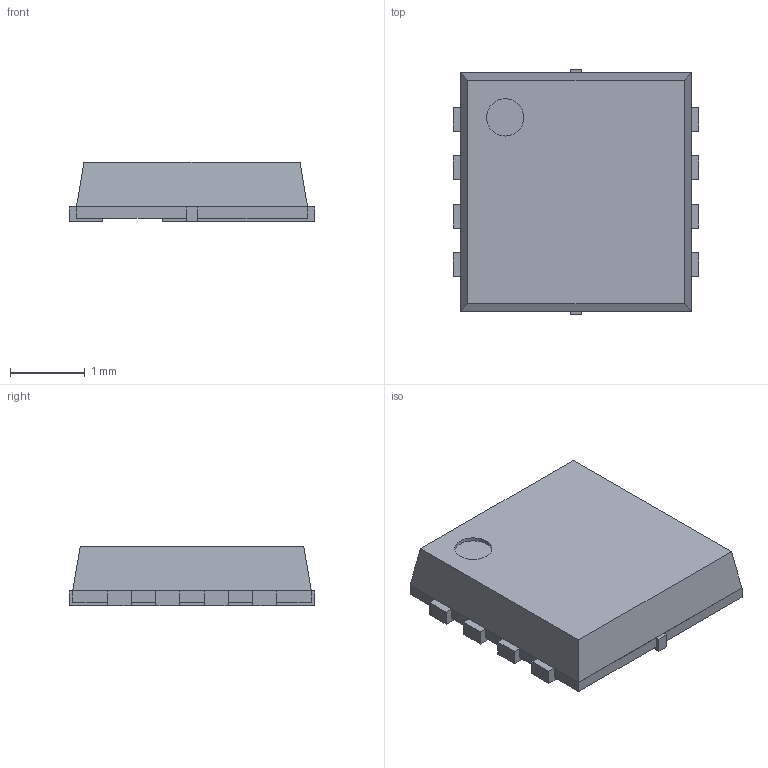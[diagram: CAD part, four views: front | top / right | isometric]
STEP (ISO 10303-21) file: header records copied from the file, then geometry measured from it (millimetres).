
FILE_DESCRIPTION(/* description */ (''),/* implementation_level */ '2;1');
FILE_NAME(/* name */ 'FAIRCHILD_MLP08T.stp',/* time_stamp */ '2017-04-10T12:19:12+02:00',/* author */ ('jchouvet'),/* organization */ ('SolidWorks'),/* preprocessor_version */ 'ST-DEVELOPER v16.1',/* originating_system */ 'AutoCAD Mechanical',/* authorisation */ ' ');
FILE_SCHEMA (('AUTOMOTIVE_DESIGN { 1 0 10303 214 3 1 1 }'));
Length unit declared in the file: millimetre
Products named in the file (1): Product
Bounding box: 3.3 x 3.3 x 0.8 mm (x, y, z)
Volume: 7.4 mm3; surface area: 54 mm2
Topology: 12 solids, 12 shells, 114 faces, 267 edges, 178 vertices
Faces by surface type: plane 113, cylinder 1
Full cylindrical faces by diameter (mm): 0.5 x1
Entity records: 3216 total; most frequent: CARTESIAN_POINT 559, ORIENTED_EDGE 532, DIRECTION 498, EDGE_CURVE 266, LINE 264, VECTOR 264, VERTEX_POINT 178, AXIS2_PLACEMENT_3D 117
